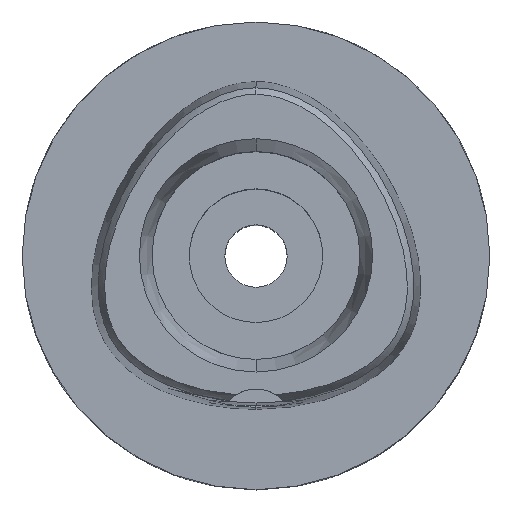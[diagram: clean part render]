
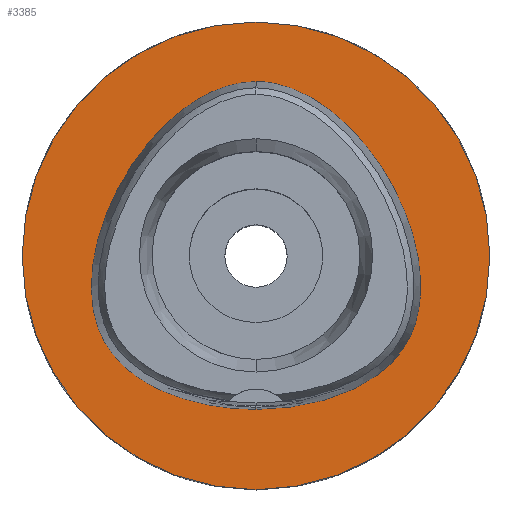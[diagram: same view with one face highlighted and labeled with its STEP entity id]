
A CAD part, top view. The second image highlights one B-rep face of the part: STEP entity #3385.
In plain terms, the highlighted planar face has unit normal (0, 0, 1).
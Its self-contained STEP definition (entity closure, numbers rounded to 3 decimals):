
#95 = VERTEX_POINT ( 'NONE', #398 ) ;
#165 = CARTESIAN_POINT ( 'NONE',  ( 0., 0., 0. ) ) ;
#181 = FACE_BOUND ( 'NONE', #694, .T. ) ;
#204 = DIRECTION ( 'NONE',  ( 0., -1., 0. ) ) ;
#235 = CARTESIAN_POINT ( 'NONE',  ( -19.649, -12.825, 0. ) ) ;
#241 = AXIS2_PLACEMENT_3D ( 'NONE', #4871, #4479, #4899 ) ;
#279 = CARTESIAN_POINT ( 'NONE',  ( 2.114, -20.675, 0. ) ) ;
#286 = CARTESIAN_POINT ( 'NONE',  ( -5.098, 22.526, 0. ) ) ;
#377 = EDGE_CURVE ( 'NONE', #4189, #2191, #4084, .T. ) ;
#391 = VERTEX_POINT ( 'NONE', #2877 ) ;
#398 = CARTESIAN_POINT ( 'NONE',  ( 0., -20.675, 0. ) ) ;
#409 = CARTESIAN_POINT ( 'NONE',  ( 18.068, 10.432, 0. ) ) ;
#480 = CIRCLE ( 'NONE', #241, 31.5 ) ;
#587 = CARTESIAN_POINT ( 'NONE',  ( 0., 0., 0. ) ) ;
#588 = AXIS2_PLACEMENT_3D ( 'NONE', #587, #3588, #204 ) ;
#638 = CARTESIAN_POINT ( 'NONE',  ( -14.673, -17.214, 0. ) ) ;
#654 = CARTESIAN_POINT ( 'NONE',  ( 20.932, -10.604, 0. ) ) ;
#694 = EDGE_LOOP ( 'NONE', ( #4208, #2165 ) ) ;
#710 = CARTESIAN_POINT ( 'NONE',  ( -10.746, 19.174, 0. ) ) ;
#1003 = CARTESIAN_POINT ( 'NONE',  ( -20.932, -10.604, 0. ) ) ;
#1008 = EDGE_CURVE ( 'NONE', #2191, #4189, #480, .T. ) ;
#1038 = CARTESIAN_POINT ( 'NONE',  ( 6.341, -20.298, 0. ) ) ;
#1074 = CARTESIAN_POINT ( 'NONE',  ( -22.057, -6.848, 0. ) ) ;
#1274 = PLANE ( 'NONE',  #588 ) ;
#1277 = CARTESIAN_POINT ( 'NONE',  ( 2.565, 23.293, 0. ) ) ;
#1350 = CARTESIAN_POINT ( 'NONE',  ( 0., -20.675, 0. ) ) ;
#1383 = CARTESIAN_POINT ( 'NONE',  ( -22.245, -4.1, 0. ) ) ;
#1404 = CARTESIAN_POINT ( 'NONE',  ( -21.555, -8.996, 0. ) ) ;
#1418 = CARTESIAN_POINT ( 'NONE',  ( 19.649, -12.825, 0. ) ) ;
#1568 = CARTESIAN_POINT ( 'NONE',  ( 5.098, 22.526, 0. ) ) ;
#1635 = ORIENTED_EDGE ( 'NONE', *, *, #377, .F. ) ;
#1708 = DIRECTION ( 'NONE',  ( 0., 0., -1. ) ) ;
#1735 = DIRECTION ( 'NONE',  ( 0., -1., 0. ) ) ;
#1787 = CARTESIAN_POINT ( 'NONE',  ( -11.233, -18.893, 0. ) ) ;
#1819 = CARTESIAN_POINT ( 'NONE',  ( 11.233, -18.893, 0. ) ) ;
#1826 = CARTESIAN_POINT ( 'NONE',  ( -18.068, 10.432, 0. ) ) ;
#1847 = AXIS2_PLACEMENT_3D ( 'NONE', #165, #1708, #1735 ) ;
#1951 = CARTESIAN_POINT ( 'NONE',  ( 0., 23.475, 0. ) ) ;
#2049 = B_SPLINE_CURVE_WITH_KNOTS ( 'NONE', 3,
 ( #1350, #279, #1038, #1819, #2936, #3335, #2199, #1418, #4466, #654, #2553, #4092, #3708, #3462, #4249, #409, #3942, #4327, #3093, #1568, #1277, #3168, #1951 ),
 .UNSPECIFIED., .F., .F.,
 ( 4, 1, 1, 1, 1, 1, 1, 1, 1, 1, 1, 1, 1, 1, 1, 1, 1, 1, 1, 1, 4 ),
 ( 0., 0.083, 0.167, 0.208, 0.25, 0.292, 0.313, 0.333, 0.354, 0.375, 0.417, 0.458, 0.5, 0.583, 0.667, 0.75, 0.833, 0.875, 0.917, 0.958, 1. ),
 .UNSPECIFIED. ) ;
#2165 = ORIENTED_EDGE ( 'NONE', *, *, #3021, .F. ) ;
#2184 = CARTESIAN_POINT ( 'NONE',  ( -6.341, -20.298, 0. ) ) ;
#2191 = VERTEX_POINT ( 'NONE', #3359 ) ;
#2199 = CARTESIAN_POINT ( 'NONE',  ( 18.568, -14.169, 0. ) ) ;
#2223 = CARTESIAN_POINT ( 'NONE',  ( -14.408, 15.641, 0. ) ) ;
#2247 = CARTESIAN_POINT ( 'NONE',  ( -0.855, 23.475, 0. ) ) ;
#2487 = FACE_OUTER_BOUND ( 'NONE', #4339, .T. ) ;
#2553 = CARTESIAN_POINT ( 'NONE',  ( 21.555, -8.996, 0. ) ) ;
#2740 = B_SPLINE_CURVE_WITH_KNOTS ( 'NONE', 3,
 ( #4529, #2247, #3717, #286, #4828, #710, #2223, #1826, #4804, #3344, #1383, #1074, #1404, #1003, #4073, #235, #2903, #4052, #638, #1787, #2184, #3115, #3788 ),
 .UNSPECIFIED., .F., .F.,
 ( 4, 1, 1, 1, 1, 1, 1, 1, 1, 1, 1, 1, 1, 1, 1, 1, 1, 1, 1, 1, 4 ),
 ( 0., 0.042, 0.083, 0.125, 0.167, 0.25, 0.333, 0.417, 0.5, 0.542, 0.583, 0.625, 0.646, 0.667, 0.688, 0.708, 0.75, 0.792, 0.833, 0.917, 1. ),
 .UNSPECIFIED. ) ;
#2877 = CARTESIAN_POINT ( 'NONE',  ( 0., 23.475, 0. ) ) ;
#2903 = CARTESIAN_POINT ( 'NONE',  ( -18.568, -14.169, 0. ) ) ;
#2936 = CARTESIAN_POINT ( 'NONE',  ( 14.673, -17.214, 0. ) ) ;
#3021 = EDGE_CURVE ( 'NONE', #95, #391, #2049, .T. ) ;
#3093 = CARTESIAN_POINT ( 'NONE',  ( 7.571, 21.315, 0. ) ) ;
#3115 = CARTESIAN_POINT ( 'NONE',  ( -2.114, -20.675, 0. ) ) ;
#3168 = CARTESIAN_POINT ( 'NONE',  ( 0.855, 23.475, 0. ) ) ;
#3335 = CARTESIAN_POINT ( 'NONE',  ( 16.959, -15.678, 0. ) ) ;
#3344 = CARTESIAN_POINT ( 'NONE',  ( -21.978, -0.281, 0. ) ) ;
#3359 = CARTESIAN_POINT ( 'NONE',  ( 0., 31.5, 0. ) ) ;
#3385 = ADVANCED_FACE ( 'NONE', ( #2487, #181 ), #1274, .F. ) ;
#3462 = CARTESIAN_POINT ( 'NONE',  ( 21.978, -0.281, 0. ) ) ;
#3514 = CARTESIAN_POINT ( 'NONE',  ( 0., -31.5, 0. ) ) ;
#3588 = DIRECTION ( 'NONE',  ( 0., 0., -1. ) ) ;
#3708 = CARTESIAN_POINT ( 'NONE',  ( 22.245, -4.1, 0. ) ) ;
#3717 = CARTESIAN_POINT ( 'NONE',  ( -2.565, 23.293, 0. ) ) ;
#3788 = CARTESIAN_POINT ( 'NONE',  ( 0., -20.675, 0. ) ) ;
#3913 = EDGE_CURVE ( 'NONE', #391, #95, #2740, .T. ) ;
#3942 = CARTESIAN_POINT ( 'NONE',  ( 14.408, 15.641, 0. ) ) ;
#4008 = ORIENTED_EDGE ( 'NONE', *, *, #1008, .F. ) ;
#4052 = CARTESIAN_POINT ( 'NONE',  ( -16.959, -15.678, 0. ) ) ;
#4073 = CARTESIAN_POINT ( 'NONE',  ( -20.35, -11.749, 0. ) ) ;
#4084 = CIRCLE ( 'NONE', #1847, 31.5 ) ;
#4092 = CARTESIAN_POINT ( 'NONE',  ( 22.057, -6.848, 0. ) ) ;
#4189 = VERTEX_POINT ( 'NONE', #3514 ) ;
#4208 = ORIENTED_EDGE ( 'NONE', *, *, #3913, .F. ) ;
#4249 = CARTESIAN_POINT ( 'NONE',  ( 20.749, 4.657, 0. ) ) ;
#4327 = CARTESIAN_POINT ( 'NONE',  ( 10.746, 19.174, 0. ) ) ;
#4339 = EDGE_LOOP ( 'NONE', ( #4008, #1635 ) ) ;
#4466 = CARTESIAN_POINT ( 'NONE',  ( 20.35, -11.749, 0. ) ) ;
#4479 = DIRECTION ( 'NONE',  ( 0., 0., -1. ) ) ;
#4529 = CARTESIAN_POINT ( 'NONE',  ( 0., 23.475, 0. ) ) ;
#4804 = CARTESIAN_POINT ( 'NONE',  ( -20.749, 4.657, 0. ) ) ;
#4828 = CARTESIAN_POINT ( 'NONE',  ( -7.571, 21.315, 0. ) ) ;
#4871 = CARTESIAN_POINT ( 'NONE',  ( 0., 0., 0. ) ) ;
#4899 = DIRECTION ( 'NONE',  ( 0., 1., 0. ) ) ;
